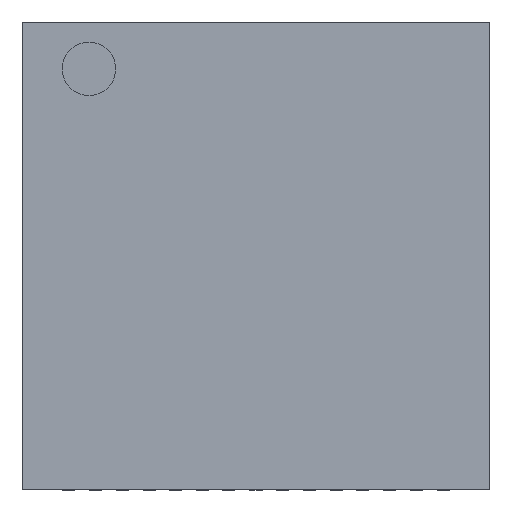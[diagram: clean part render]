
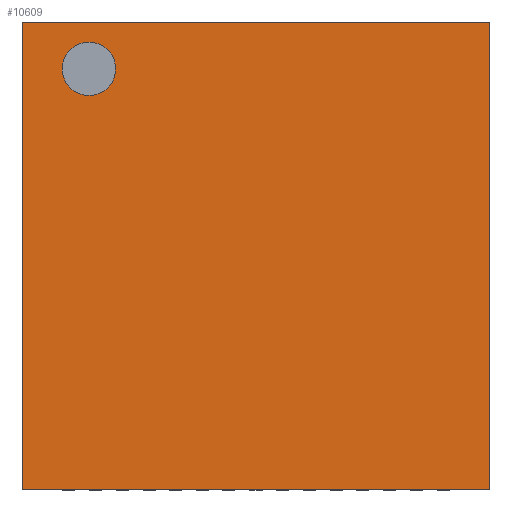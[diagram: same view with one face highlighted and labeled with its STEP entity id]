
A CAD part, top view. The second image highlights one B-rep face of the part: STEP entity #10609.
In plain terms, the highlighted planar face has unit normal (0, 0, 1).
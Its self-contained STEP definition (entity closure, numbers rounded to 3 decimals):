
#118 = VERTEX_POINT('',#119);
#119 = CARTESIAN_POINT('',(3.5,3.5,0.8));
#125 = EDGE_CURVE('',#126,#118,#128,.T.);
#126 = VERTEX_POINT('',#127);
#127 = CARTESIAN_POINT('',(3.5,-3.5,0.8));
#128 = LINE('',#129,#130);
#129 = CARTESIAN_POINT('',(3.5,3.4,0.8));
#130 = VECTOR('',#131,1.);
#131 = DIRECTION('',(0.,1.,0.));
#1568 = VERTEX_POINT('',#1569);
#1569 = CARTESIAN_POINT('',(-3.5,3.5,0.8));
#1575 = EDGE_CURVE('',#1568,#118,#1576,.T.);
#1576 = LINE('',#1577,#1578);
#1577 = CARTESIAN_POINT('',(0.,3.5,0.8));
#1578 = VECTOR('',#1579,1.);
#1579 = DIRECTION('',(1.,0.,0.));
#3007 = EDGE_CURVE('',#3008,#126,#3010,.T.);
#3008 = VERTEX_POINT('',#3009);
#3009 = CARTESIAN_POINT('',(-3.5,-3.5,0.8));
#3010 = LINE('',#3011,#3012);
#3011 = CARTESIAN_POINT('',(-3.5,-3.5,0.8));
#3012 = VECTOR('',#3013,1.);
#3013 = DIRECTION('',(1.,0.,0.));
#4448 = EDGE_CURVE('',#1568,#3008,#4449,.T.);
#4449 = LINE('',#4450,#4451);
#4450 = CARTESIAN_POINT('',(-3.5,3.5,0.8));
#4451 = VECTOR('',#4452,1.);
#4452 = DIRECTION('',(0.,-1.,0.));
#10609 = ADVANCED_FACE('',(#10610,#10616),#10627,.T.);
#10610 = FACE_BOUND('',#10611,.T.);
#10611 = EDGE_LOOP('',(#10612,#10613,#10614,#10615));
#10612 = ORIENTED_EDGE('',*,*,#4448,.T.);
#10613 = ORIENTED_EDGE('',*,*,#3007,.T.);
#10614 = ORIENTED_EDGE('',*,*,#125,.T.);
#10615 = ORIENTED_EDGE('',*,*,#1575,.F.);
#10616 = FACE_BOUND('',#10617,.T.);
#10617 = EDGE_LOOP('',(#10618));
#10618 = ORIENTED_EDGE('',*,*,#10619,.T.);
#10619 = EDGE_CURVE('',#10620,#10620,#10622,.T.);
#10620 = VERTEX_POINT('',#10621);
#10621 = CARTESIAN_POINT('',(-2.1,2.8,0.8));
#10622 = CIRCLE('',#10623,0.4);
#10623 = AXIS2_PLACEMENT_3D('',#10624,#10625,#10626);
#10624 = CARTESIAN_POINT('',(-2.5,2.8,0.8));
#10625 = DIRECTION('',(0.,0.,-1.));
#10626 = DIRECTION('',(-1.,0.,0.));
#10627 = PLANE('',#10628);
#10628 = AXIS2_PLACEMENT_3D('',#10629,#10630,#10631);
#10629 = CARTESIAN_POINT('',(0.,0.,0.8
    ));
#10630 = DIRECTION('',(0.,0.,1.));
#10631 = DIRECTION('',(1.,0.,-0.));
